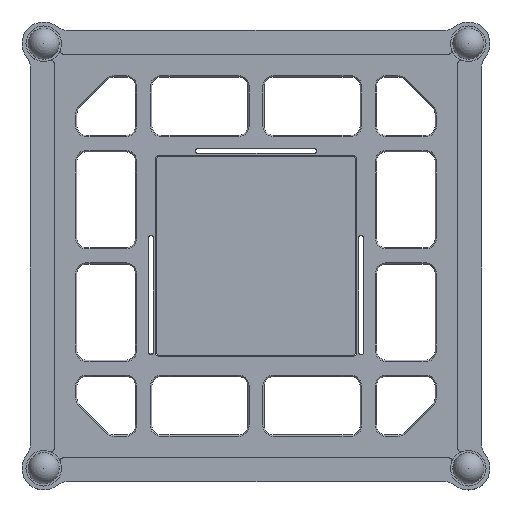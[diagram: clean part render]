
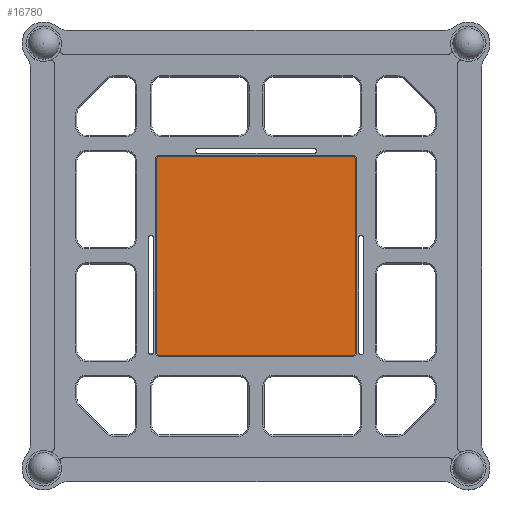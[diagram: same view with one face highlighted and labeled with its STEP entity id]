
A CAD part, top view. The second image highlights one B-rep face of the part: STEP entity #16780.
In plain terms, the highlighted planar face has unit normal (0, 0, 1).
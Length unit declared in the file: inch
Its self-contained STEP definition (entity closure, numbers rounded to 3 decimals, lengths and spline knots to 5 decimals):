
#353 = EDGE_LOOP ( 'NONE', ( #20346, #19010, #9048, #3749, #7822, #3327, #12672, #633 ) ) ;
#633 = ORIENTED_EDGE ( 'NONE', *, *, #5597, .T. ) ;
#664 = DIRECTION ( 'NONE',  ( 0., -1., 0. ) ) ;
#792 = DIRECTION ( 'NONE',  ( -1., 0., 0. ) ) ;
#1987 = CARTESIAN_POINT ( 'NONE',  ( 1.5, 1.42126, 0. ) ) ;
#3066 = DIRECTION ( 'NONE',  ( 0., 0., 1. ) ) ;
#3254 = CIRCLE ( 'NONE', #11906, 0.07874 ) ;
#3327 = ORIENTED_EDGE ( 'NONE', *, *, #20487, .T. ) ;
#3749 = ORIENTED_EDGE ( 'NONE', *, *, #19426, .T. ) ;
#4005 = CIRCLE ( 'NONE', #15307, 0.07874 ) ;
#4669 = VECTOR ( 'NONE', #792, 39.37008 ) ;
#4761 = CARTESIAN_POINT ( 'NONE',  ( -1.42126, -1.42126, 0. ) ) ;
#5145 = CIRCLE ( 'NONE', #7400, 0.07874 ) ;
#5201 = DIRECTION ( 'NONE',  ( 0., 0., -1. ) ) ;
#5597 = EDGE_CURVE ( 'NONE', #7485, #21252, #4005, .T. ) ;
#5961 = EDGE_CURVE ( 'NONE', #18441, #7485, #22281, .T. ) ;
#5986 = DIRECTION ( 'NONE',  ( 0., 1., 0. ) ) ;
#6612 = CARTESIAN_POINT ( 'NONE',  ( -1.5, 1.42126, 0. ) ) ;
#6673 = VECTOR ( 'NONE', #664, 39.37008 ) ;
#7082 = PLANE ( 'NONE',  #8792 ) ;
#7183 = DIRECTION ( 'NONE',  ( 1., 0., 0. ) ) ;
#7212 = EDGE_CURVE ( 'NONE', #14845, #11033, #8522, .T. ) ;
#7400 = AXIS2_PLACEMENT_3D ( 'NONE', #20006, #21914, #14598 ) ;
#7485 = VERTEX_POINT ( 'NONE', #9382 ) ;
#7822 = ORIENTED_EDGE ( 'NONE', *, *, #12228, .T. ) ;
#7858 = CARTESIAN_POINT ( 'NONE',  ( -1.5, -1.5, 0. ) ) ;
#7860 = CARTESIAN_POINT ( 'NONE',  ( -1.5, 1.5, 0. ) ) ;
#8522 = CIRCLE ( 'NONE', #19804, 0.07874 ) ;
#8538 = DIRECTION ( 'NONE',  ( 0., 0., 1. ) ) ;
#8792 = AXIS2_PLACEMENT_3D ( 'NONE', #12731, #5201, #10736 ) ;
#9048 = ORIENTED_EDGE ( 'NONE', *, *, #17759, .T. ) ;
#9382 = CARTESIAN_POINT ( 'NONE',  ( -1.5, -1.42126, 0. ) ) ;
#9423 = LINE ( 'NONE', #18055, #13405 ) ;
#10496 = CARTESIAN_POINT ( 'NONE',  ( -1.42126, -1.5, 0. ) ) ;
#10624 = CARTESIAN_POINT ( 'NONE',  ( 1.42126, -1.42126, 0. ) ) ;
#10736 = DIRECTION ( 'NONE',  ( -1., 0., 0. ) ) ;
#10792 = VERTEX_POINT ( 'NONE', #18500 ) ;
#11033 = VERTEX_POINT ( 'NONE', #19145 ) ;
#11245 = CARTESIAN_POINT ( 'NONE',  ( -1.42126, 1.5, 0. ) ) ;
#11906 = AXIS2_PLACEMENT_3D ( 'NONE', #17816, #3066, #15673 ) ;
#12228 = EDGE_CURVE ( 'NONE', #10792, #21625, #20605, .T. ) ;
#12672 = ORIENTED_EDGE ( 'NONE', *, *, #5961, .T. ) ;
#12731 = CARTESIAN_POINT ( 'NONE',  ( 0., 0., 0. ) ) ;
#12875 = CARTESIAN_POINT ( 'NONE',  ( 1.42126, -1.5, 0. ) ) ;
#13175 = CARTESIAN_POINT ( 'NONE',  ( 1.5, -1.5, 0. ) ) ;
#13405 = VECTOR ( 'NONE', #7183, 39.37008 ) ;
#14598 = DIRECTION ( 'NONE',  ( -1., 0., 0. ) ) ;
#14841 = VECTOR ( 'NONE', #5986, 39.37008 ) ;
#14845 = VERTEX_POINT ( 'NONE', #12875 ) ;
#15307 = AXIS2_PLACEMENT_3D ( 'NONE', #4761, #8538, #22589 ) ;
#15673 = DIRECTION ( 'NONE',  ( -1., 0., 0. ) ) ;
#15938 = DIRECTION ( 'NONE',  ( -1., 0., 0. ) ) ;
#16780 = ADVANCED_FACE ( 'NONE', ( #19708 ), #7082, .F. ) ;
#17730 = DIRECTION ( 'NONE',  ( 0., 0., 1. ) ) ;
#17759 = EDGE_CURVE ( 'NONE', #11033, #18111, #18730, .T. ) ;
#17816 = CARTESIAN_POINT ( 'NONE',  ( 1.42126, 1.42126, 0. ) ) ;
#18055 = CARTESIAN_POINT ( 'NONE',  ( -1.5, -1.5, 0. ) ) ;
#18111 = VERTEX_POINT ( 'NONE', #1987 ) ;
#18441 = VERTEX_POINT ( 'NONE', #6612 ) ;
#18500 = CARTESIAN_POINT ( 'NONE',  ( 1.42126, 1.5, 0. ) ) ;
#18730 = LINE ( 'NONE', #13175, #14841 ) ;
#19010 = ORIENTED_EDGE ( 'NONE', *, *, #7212, .T. ) ;
#19145 = CARTESIAN_POINT ( 'NONE',  ( 1.5, -1.42126, 0. ) ) ;
#19426 = EDGE_CURVE ( 'NONE', #18111, #10792, #3254, .T. ) ;
#19708 = FACE_OUTER_BOUND ( 'NONE', #353, .T. ) ;
#19804 = AXIS2_PLACEMENT_3D ( 'NONE', #10624, #17730, #15938 ) ;
#20006 = CARTESIAN_POINT ( 'NONE',  ( -1.42126, 1.42126, 0. ) ) ;
#20259 = EDGE_CURVE ( 'NONE', #21252, #14845, #9423, .T. ) ;
#20346 = ORIENTED_EDGE ( 'NONE', *, *, #20259, .T. ) ;
#20487 = EDGE_CURVE ( 'NONE', #21625, #18441, #5145, .T. ) ;
#20605 = LINE ( 'NONE', #7860, #4669 ) ;
#21252 = VERTEX_POINT ( 'NONE', #10496 ) ;
#21625 = VERTEX_POINT ( 'NONE', #11245 ) ;
#21914 = DIRECTION ( 'NONE',  ( 0., 0., 1. ) ) ;
#22281 = LINE ( 'NONE', #7858, #6673 ) ;
#22589 = DIRECTION ( 'NONE',  ( -1., 0., 0. ) ) ;
